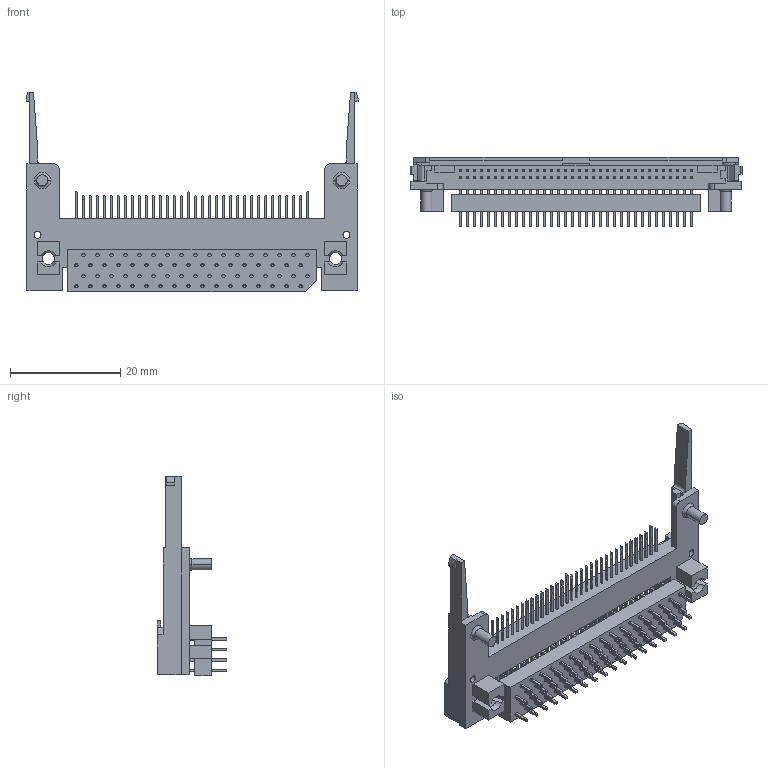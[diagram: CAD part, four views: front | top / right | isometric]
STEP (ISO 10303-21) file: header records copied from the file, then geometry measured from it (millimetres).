
FILE_DESCRIPTION((''),'2;1');
FILE_NAME('92140-010LFC','2009-01-06T',('msriniva'),(''),'PRO/ENGINEER BY PARAMETRIC TECHNOLOGY CORPORATION, 2008010','PRO/ENGINEER BY PARAMETRIC TECHNOLOGY CORPORATION, 2008010','');
FILE_SCHEMA(('CONFIG_CONTROL_DESIGN'));
Products named in the file (1): 92140-010LFC
Bounding box: 60.2 x 12.6 x 36.22 mm (x, y, z)
Volume: 3808.5 mm3; surface area: 6236 mm2
Topology: 1 solids, 1 shells, 1894 faces, 6367 edges, 4060 vertices
Faces by surface type: plane 1252, cylinder 494, cone 144, torus 4
Entity records: 71185 total; most frequent: CARTESIAN_POINT 15349, ORIENTED_EDGE 12734, DIRECTION 10647, EDGE_CURVE 6367, VECTOR 4227, LINE 4227, VERTEX_POINT 4060, AXIS2_PLACEMENT_3D 3210
